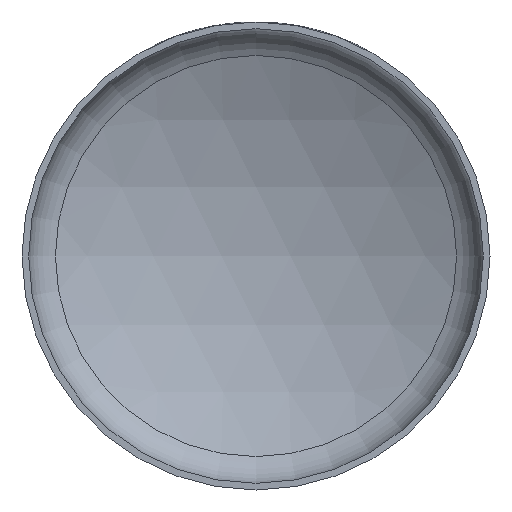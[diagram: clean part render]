
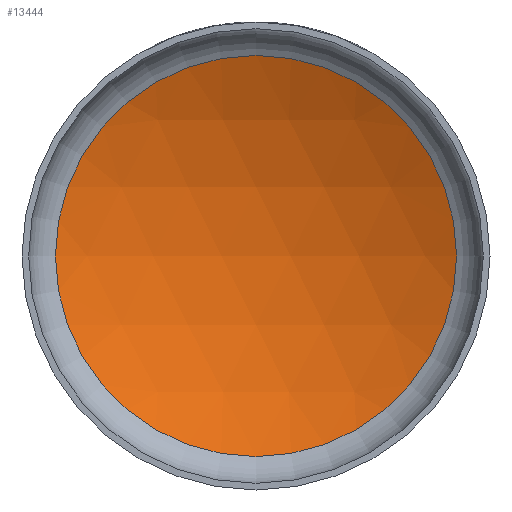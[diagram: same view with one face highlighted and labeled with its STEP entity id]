
A CAD part, front view. The second image highlights one B-rep face of the part: STEP entity #13444.
In plain terms, the highlighted spherical face has radius 139.7 mm.
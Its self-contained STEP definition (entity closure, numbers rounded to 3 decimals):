
#91 = EDGE_LOOP ( 'NONE', ( #8167 ) ) ;
#1739 = SPHERICAL_SURFACE ( 'NONE', #12892, 139.7 ) ;
#5573 = DIRECTION ( 'NONE',  ( 0., -1., 0. ) ) ;
#6799 = CARTESIAN_POINT ( 'NONE',  ( 0., -104.6, 0. ) ) ;
#6876 = DIRECTION ( 'NONE',  ( 1., 0., 0. ) ) ;
#8167 = ORIENTED_EDGE ( 'NONE', *, *, #13246, .T. ) ;
#9412 = CARTESIAN_POINT ( 'NONE',  ( 0., 21.622, 0. ) ) ;
#12603 = VERTEX_POINT ( 'NONE', #15692 ) ;
#12892 = AXIS2_PLACEMENT_3D ( 'NONE', #6799, #16220, #6876 ) ;
#13246 = EDGE_CURVE ( 'NONE', #12603, #12603, #15628, .T. ) ;
#13444 = ADVANCED_FACE ( 'NONE', ( #14437 ), #1739, .F. ) ;
#14437 = FACE_OUTER_BOUND ( 'NONE', #91, .T. ) ;
#14479 = AXIS2_PLACEMENT_3D ( 'NONE', #9412, #5573, #22537 ) ;
#15628 = CIRCLE ( 'NONE', #14479, 59.867 ) ;
#15692 = CARTESIAN_POINT ( 'NONE',  ( 0., 21.622, -59.867 ) ) ;
#16220 = DIRECTION ( 'NONE',  ( 0., 0., 1. ) ) ;
#22537 = DIRECTION ( 'NONE',  ( 0., 0., -1. ) ) ;
